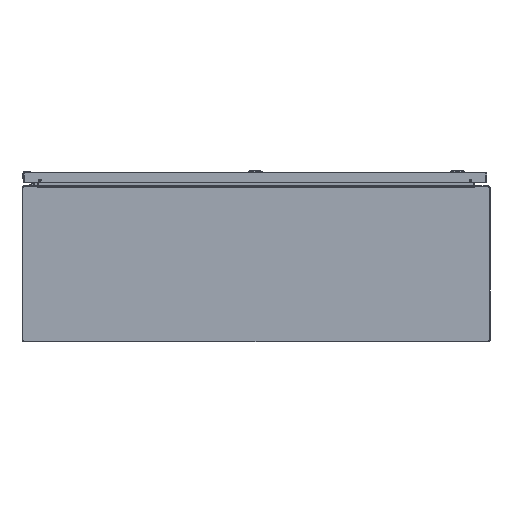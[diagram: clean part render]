
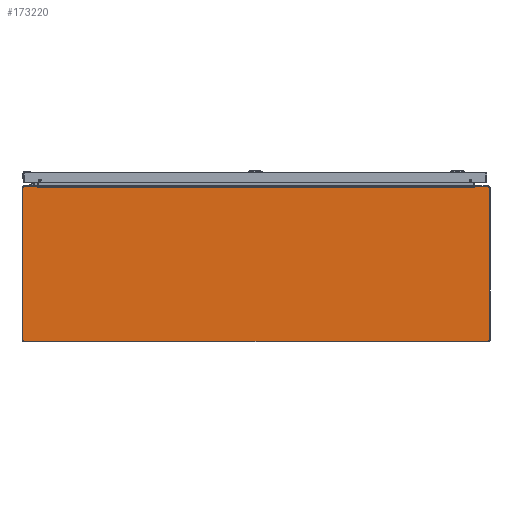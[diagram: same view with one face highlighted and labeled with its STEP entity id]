
A CAD part, front view. The second image highlights one B-rep face of the part: STEP entity #173220.
In plain terms, the highlighted planar face has unit normal (0, -1, 0).
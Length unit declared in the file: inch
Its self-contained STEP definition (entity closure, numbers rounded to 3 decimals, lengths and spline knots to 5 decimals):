
#899 = EDGE_CURVE ( 'NONE', #88488, #16345, #194084, .T. ) ;
#2316 = VECTOR ( 'NONE', #229113, 39.37008 ) ;
#4638 = DIRECTION ( 'NONE',  ( 0., 0., -1. ) ) ;
#5330 = EDGE_CURVE ( 'NONE', #205973, #197141, #51071, .T. ) ;
#9439 = DIRECTION ( 'NONE',  ( 1., 0., 0. ) ) ;
#9639 = ORIENTED_EDGE ( 'NONE', *, *, #98194, .T. ) ;
#9777 = ORIENTED_EDGE ( 'NONE', *, *, #899, .T. ) ;
#9967 = VECTOR ( 'NONE', #210336, 39.37008 ) ;
#12088 = EDGE_CURVE ( 'NONE', #221309, #46122, #17713, .T. ) ;
#15158 = CARTESIAN_POINT ( 'NONE',  ( 0., -18., 5.937 ) ) ;
#16345 = VERTEX_POINT ( 'NONE', #174305 ) ;
#17713 = LINE ( 'NONE', #203926, #52200 ) ;
#18987 = LINE ( 'NONE', #20117, #132770 ) ;
#20117 = CARTESIAN_POINT ( 'NONE',  ( -16.81836, -18., 5.91 ) ) ;
#21853 = VERTEX_POINT ( 'NONE', #172726 ) ;
#22023 = CARTESIAN_POINT ( 'NONE',  ( -17.937, -18., 5.857 ) ) ;
#23219 = VECTOR ( 'NONE', #215816, 39.37008 ) ;
#23952 = DIRECTION ( 'NONE',  ( 0., 0., -1. ) ) ;
#26875 = DIRECTION ( 'NONE',  ( 0., -1., 0. ) ) ;
#32685 = CARTESIAN_POINT ( 'NONE',  ( 17.937, -18., -5.857 ) ) ;
#36766 = DIRECTION ( 'NONE',  ( 1., 0., 0. ) ) ;
#41717 = ORIENTED_EDGE ( 'NONE', *, *, #183299, .T. ) ;
#43130 = DIRECTION ( 'NONE',  ( 0., 0., -1. ) ) ;
#44885 = DIRECTION ( 'NONE',  ( 0., 0., -1. ) ) ;
#46122 = VERTEX_POINT ( 'NONE', #200343 ) ;
#46562 = EDGE_CURVE ( 'NONE', #205973, #221309, #18987, .T. ) ;
#48221 = VERTEX_POINT ( 'NONE', #204072 ) ;
#51071 = LINE ( 'NONE', #15158, #217153 ) ;
#51940 = DIRECTION ( 'NONE',  ( -0.174, 0., -0.985 ) ) ;
#52019 = CARTESIAN_POINT ( 'NONE',  ( 16.80579, -18., 5.883 ) ) ;
#52200 = VECTOR ( 'NONE', #9439, 39.37008 ) ;
#52918 = CARTESIAN_POINT ( 'NONE',  ( -17.937, -18., 0. ) ) ;
#54187 = CARTESIAN_POINT ( 'NONE',  ( 16.81836, -18., 5.91 ) ) ;
#59985 = FACE_OUTER_BOUND ( 'NONE', #64405, .T. ) ;
#62179 = DIRECTION ( 'NONE',  ( 0., -1., 0. ) ) ;
#63979 = AXIS2_PLACEMENT_3D ( 'NONE', #201650, #26875, #43130 ) ;
#64189 = CARTESIAN_POINT ( 'NONE',  ( -16.8136, -18., 5.883 ) ) ;
#64405 = EDGE_LOOP ( 'NONE', ( #124664, #224825, #9777, #183224, #209340, #172945, #150103, #9639, #41717, #92193, #91450, #211485, #137814, #165593 ) ) ;
#69379 = LINE ( 'NONE', #52019, #2316 ) ;
#69926 = CARTESIAN_POINT ( 'NONE',  ( 17.857, -18., 5.937 ) ) ;
#73822 = VERTEX_POINT ( 'NONE', #219372 ) ;
#80345 = CIRCLE ( 'NONE', #135755, 0.08 ) ;
#81267 = VERTEX_POINT ( 'NONE', #32685 ) ;
#82424 = EDGE_CURVE ( 'NONE', #119043, #48221, #195304, .T. ) ;
#86446 = DIRECTION ( 'NONE',  ( -1., 0., 0. ) ) ;
#88488 = VERTEX_POINT ( 'NONE', #22023 ) ;
#90750 = EDGE_CURVE ( 'NONE', #73822, #128058, #69379, .T. ) ;
#91104 = CARTESIAN_POINT ( 'NONE',  ( 0., -18., -5.937 ) ) ;
#91450 = ORIENTED_EDGE ( 'NONE', *, *, #90750, .T. ) ;
#91937 = CARTESIAN_POINT ( 'NONE',  ( 17.937, -18., 0. ) ) ;
#92193 = ORIENTED_EDGE ( 'NONE', *, *, #167592, .T. ) ;
#92568 = CARTESIAN_POINT ( 'NONE',  ( -17.857, -18., -5.857 ) ) ;
#96841 = DIRECTION ( 'NONE',  ( 0., -1., 0. ) ) ;
#98194 = EDGE_CURVE ( 'NONE', #175475, #106203, #80345, .T. ) ;
#101761 = CARTESIAN_POINT ( 'NONE',  ( -16.82312, -18., 5.937 ) ) ;
#104050 = LINE ( 'NONE', #54187, #198641 ) ;
#106203 = VERTEX_POINT ( 'NONE', #69926 ) ;
#108508 = CIRCLE ( 'NONE', #63979, 0.08 ) ;
#112944 = CARTESIAN_POINT ( 'NONE',  ( 16.798, -18., 5.883 ) ) ;
#118190 = CIRCLE ( 'NONE', #191940, 0.08 ) ;
#119043 = VERTEX_POINT ( 'NONE', #151352 ) ;
#124646 = EDGE_CURVE ( 'NONE', #128058, #46122, #210897, .T. ) ;
#124664 = ORIENTED_EDGE ( 'NONE', *, *, #5330, .T. ) ;
#127348 = AXIS2_PLACEMENT_3D ( 'NONE', #92568, #181722, #4638 ) ;
#128058 = VERTEX_POINT ( 'NONE', #112944 ) ;
#132770 = VECTOR ( 'NONE', #157949, 39.37008 ) ;
#132891 = PLANE ( 'NONE',  #227326 ) ;
#135755 = AXIS2_PLACEMENT_3D ( 'NONE', #220761, #62179, #44885 ) ;
#135948 = EDGE_CURVE ( 'NONE', #81267, #175475, #163676, .T. ) ;
#136269 = DIRECTION ( 'NONE',  ( 0., 0., -1. ) ) ;
#137814 = ORIENTED_EDGE ( 'NONE', *, *, #12088, .F. ) ;
#142729 = VECTOR ( 'NONE', #208613, 39.37008 ) ;
#142881 = EDGE_CURVE ( 'NONE', #16345, #119043, #227109, .T. ) ;
#146916 = VECTOR ( 'NONE', #86446, 39.37008 ) ;
#147447 = VECTOR ( 'NONE', #36766, 39.37008 ) ;
#150103 = ORIENTED_EDGE ( 'NONE', *, *, #135948, .T. ) ;
#151352 = CARTESIAN_POINT ( 'NONE',  ( -17.857, -18., -5.937 ) ) ;
#153767 = EDGE_CURVE ( 'NONE', #48221, #81267, #108508, .T. ) ;
#154802 = CARTESIAN_POINT ( 'NONE',  ( 0., -18., 0. ) ) ;
#157055 = DIRECTION ( 'NONE',  ( 0., -1., 0. ) ) ;
#157949 = DIRECTION ( 'NONE',  ( 0.174, 0., -0.985 ) ) ;
#163676 = LINE ( 'NONE', #91937, #23219 ) ;
#165097 = CARTESIAN_POINT ( 'NONE',  ( -17.857, -18., 5.937 ) ) ;
#165593 = ORIENTED_EDGE ( 'NONE', *, *, #46562, .F. ) ;
#167592 = EDGE_CURVE ( 'NONE', #21853, #73822, #104050, .T. ) ;
#172680 = CARTESIAN_POINT ( 'NONE',  ( 0., -18., 5.883 ) ) ;
#172726 = CARTESIAN_POINT ( 'NONE',  ( 16.82312, -18., 5.937 ) ) ;
#172945 = ORIENTED_EDGE ( 'NONE', *, *, #153767, .T. ) ;
#173220 = ADVANCED_FACE ( 'NONE', ( #59985 ), #132891, .T. ) ;
#174305 = CARTESIAN_POINT ( 'NONE',  ( -17.937, -18., -5.857 ) ) ;
#174384 = LINE ( 'NONE', #209163, #146916 ) ;
#174837 = DIRECTION ( 'NONE',  ( -1., 0., 0. ) ) ;
#175475 = VERTEX_POINT ( 'NONE', #193294 ) ;
#181722 = DIRECTION ( 'NONE',  ( 0., -1., 0. ) ) ;
#183224 = ORIENTED_EDGE ( 'NONE', *, *, #142881, .T. ) ;
#183299 = EDGE_CURVE ( 'NONE', #106203, #21853, #174384, .T. ) ;
#184805 = CARTESIAN_POINT ( 'NONE',  ( -17.857, -18., 5.857 ) ) ;
#191940 = AXIS2_PLACEMENT_3D ( 'NONE', #184805, #96841, #23952 ) ;
#192089 = EDGE_CURVE ( 'NONE', #197141, #88488, #118190, .T. ) ;
#193294 = CARTESIAN_POINT ( 'NONE',  ( 17.937, -18., 5.857 ) ) ;
#194084 = LINE ( 'NONE', #52918, #9967 ) ;
#195304 = LINE ( 'NONE', #91104, #147447 ) ;
#197141 = VERTEX_POINT ( 'NONE', #165097 ) ;
#198641 = VECTOR ( 'NONE', #51940, 39.37008 ) ;
#200343 = CARTESIAN_POINT ( 'NONE',  ( -16.798, -18., 5.883 ) ) ;
#201650 = CARTESIAN_POINT ( 'NONE',  ( 17.857, -18., -5.857 ) ) ;
#203926 = CARTESIAN_POINT ( 'NONE',  ( -16.80579, -18., 5.883 ) ) ;
#204072 = CARTESIAN_POINT ( 'NONE',  ( 17.857, -18., -5.937 ) ) ;
#205973 = VERTEX_POINT ( 'NONE', #101761 ) ;
#208613 = DIRECTION ( 'NONE',  ( -1., 0., 0. ) ) ;
#209163 = CARTESIAN_POINT ( 'NONE',  ( 0., -18., 5.937 ) ) ;
#209340 = ORIENTED_EDGE ( 'NONE', *, *, #82424, .T. ) ;
#210336 = DIRECTION ( 'NONE',  ( 0., 0., -1. ) ) ;
#210897 = LINE ( 'NONE', #172680, #142729 ) ;
#211485 = ORIENTED_EDGE ( 'NONE', *, *, #124646, .T. ) ;
#215816 = DIRECTION ( 'NONE',  ( 0., 0., 1. ) ) ;
#217153 = VECTOR ( 'NONE', #174837, 39.37008 ) ;
#219372 = CARTESIAN_POINT ( 'NONE',  ( 16.8136, -18., 5.883 ) ) ;
#220761 = CARTESIAN_POINT ( 'NONE',  ( 17.857, -18., 5.857 ) ) ;
#221309 = VERTEX_POINT ( 'NONE', #64189 ) ;
#224825 = ORIENTED_EDGE ( 'NONE', *, *, #192089, .T. ) ;
#227109 = CIRCLE ( 'NONE', #127348, 0.08 ) ;
#227326 = AXIS2_PLACEMENT_3D ( 'NONE', #154802, #157055, #136269 ) ;
#229113 = DIRECTION ( 'NONE',  ( -1., 0., 0. ) ) ;
